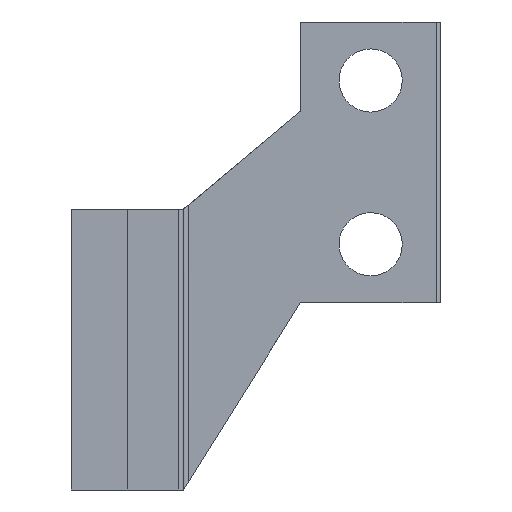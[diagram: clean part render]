
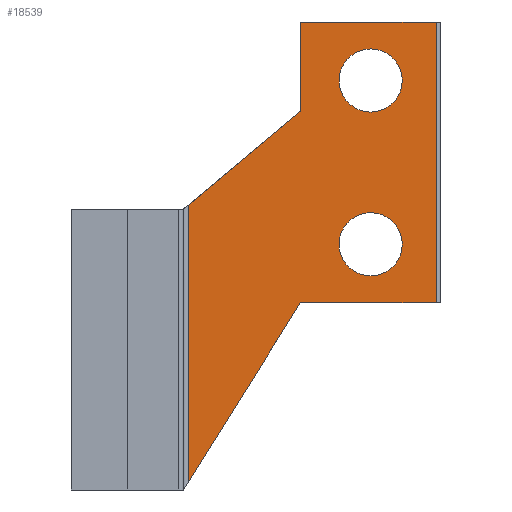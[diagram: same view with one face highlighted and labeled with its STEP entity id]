
A CAD part, left-side view. The second image highlights one B-rep face of the part: STEP entity #18539.
In plain terms, the highlighted planar face has unit normal (-1, 0, 0).
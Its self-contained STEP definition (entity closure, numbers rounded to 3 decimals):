
#17405=AXIS2_PLACEMENT_3D('Circle Axis2P3D',#17403,#17404,$) ;
#17431=AXIS2_PLACEMENT_3D('Circle Axis2P3D',#17429,#17430,$) ;
#17652=AXIS2_PLACEMENT_3D('Circle Axis2P3D',#17650,#17651,$) ;
#17678=AXIS2_PLACEMENT_3D('Circle Axis2P3D',#17676,#17677,$) ;
#18501=AXIS2_PLACEMENT_3D('Plane Axis2P3D',#18498,#18499,#18500) ;
#17398=CARTESIAN_POINT('Vertex',(-243.,-50.764,233.424)) ;
#17403=CARTESIAN_POINT('Axis2P3D Location',(-243.,-54.,227.5)) ;
#17407=CARTESIAN_POINT('Vertex',(-243.,-57.236,221.576)) ;
#17429=CARTESIAN_POINT('Axis2P3D Location',(-243.,-54.,227.5)) ;
#17450=CARTESIAN_POINT('Vertex',(-243.,-39.,255.977)) ;
#17455=CARTESIAN_POINT('Line Origine',(-243.,-39.,265.489)) ;
#17459=CARTESIAN_POINT('Vertex',(-243.,-39.,275.)) ;
#17645=CARTESIAN_POINT('Vertex',(-243.,-57.236,256.576)) ;
#17650=CARTESIAN_POINT('Axis2P3D Location',(-243.,-54.,262.5)) ;
#17654=CARTESIAN_POINT('Vertex',(-243.,-50.764,268.424)) ;
#17676=CARTESIAN_POINT('Axis2P3D Location',(-243.,-54.,262.5)) ;
#17983=CARTESIAN_POINT('Vertex',(-243.,-15.,176.6)) ;
#18011=CARTESIAN_POINT('Vertex',(-243.,-39.,215.)) ;
#18014=CARTESIAN_POINT('Line Origine',(-243.,-27.,195.8)) ;
#18053=CARTESIAN_POINT('Vertex',(-243.,-15.,235.839)) ;
#18056=CARTESIAN_POINT('Line Origine',(-243.,-27.,245.908)) ;
#18085=CARTESIAN_POINT('Line Origine',(-243.,-15.,225.)) ;
#18498=CARTESIAN_POINT('Axis2P3D Location',(-243.,-2.,235.)) ;
#18503=CARTESIAN_POINT('Line Origine',(-243.,-68.,245.)) ;
#18507=CARTESIAN_POINT('Vertex',(-243.,-68.,275.)) ;
#18509=CARTESIAN_POINT('Vertex',(-243.,-68.,215.)) ;
#18512=CARTESIAN_POINT('Line Origine',(-243.,-53.5,275.)) ;
#18517=CARTESIAN_POINT('Line Origine',(-243.,-53.5,215.)) ;
#17404=DIRECTION('Axis2P3D Direction',(-1.,0.,0.)) ;
#17430=DIRECTION('Axis2P3D Direction',(-1.,0.,0.)) ;
#17456=DIRECTION('Vector Direction',(0.,0.,1.)) ;
#17651=DIRECTION('Axis2P3D Direction',(-1.,0.,0.)) ;
#17677=DIRECTION('Axis2P3D Direction',(-1.,0.,0.)) ;
#18015=DIRECTION('Vector Direction',(0.,0.53,-0.848)) ;
#18057=DIRECTION('Vector Direction',(0.,-0.766,0.643)) ;
#18086=DIRECTION('Vector Direction',(0.,0.,1.)) ;
#18499=DIRECTION('Axis2P3D Direction',(1.,0.,0.)) ;
#18500=DIRECTION('Axis2P3D XDirection',(0.,0.,1.)) ;
#18504=DIRECTION('Vector Direction',(0.,0.,-1.)) ;
#18513=DIRECTION('Vector Direction',(0.,-1.,0.)) ;
#18518=DIRECTION('Vector Direction',(0.,1.,0.)) ;
#17457=VECTOR('Line Direction',#17456,1.) ;
#18016=VECTOR('Line Direction',#18015,1.) ;
#18058=VECTOR('Line Direction',#18057,1.) ;
#18087=VECTOR('Line Direction',#18086,1.) ;
#18505=VECTOR('Line Direction',#18504,1.) ;
#18514=VECTOR('Line Direction',#18513,1.) ;
#18519=VECTOR('Line Direction',#18518,1.) ;
#18523=ORIENTED_EDGE('',*,*,#18511,.F.) ;
#18524=ORIENTED_EDGE('',*,*,#18516,.F.) ;
#18525=ORIENTED_EDGE('',*,*,#17461,.F.) ;
#18526=ORIENTED_EDGE('',*,*,#18060,.F.) ;
#18527=ORIENTED_EDGE('',*,*,#18089,.T.) ;
#18528=ORIENTED_EDGE('',*,*,#18018,.F.) ;
#18529=ORIENTED_EDGE('',*,*,#18521,.F.) ;
#18532=ORIENTED_EDGE('',*,*,#17680,.T.) ;
#18533=ORIENTED_EDGE('',*,*,#17656,.T.) ;
#18536=ORIENTED_EDGE('',*,*,#17433,.T.) ;
#18537=ORIENTED_EDGE('',*,*,#17409,.T.) ;
#18534=FACE_BOUND('',#18531,.T.) ;
#18538=FACE_BOUND('',#18535,.T.) ;
#18539=ADVANCED_FACE('RB2893003_1PA_001_01_SPREAD_REAR_TERM_MULTI_N1.5\\PartBody',(#18530,#18534,#18538),#18502,.F.) ;
#17406=CIRCLE('generated circle',#17405,6.75) ;
#17432=CIRCLE('generated circle',#17431,6.75) ;
#17653=CIRCLE('generated circle',#17652,6.75) ;
#17679=CIRCLE('generated circle',#17678,6.75) ;
#17409=EDGE_CURVE('',#17408,#17399,#17406,.F.) ;
#17433=EDGE_CURVE('',#17399,#17408,#17432,.F.) ;
#17461=EDGE_CURVE('',#17451,#17460,#17458,.T.) ;
#17656=EDGE_CURVE('',#17655,#17646,#17653,.F.) ;
#17680=EDGE_CURVE('',#17646,#17655,#17679,.F.) ;
#18018=EDGE_CURVE('',#18012,#17984,#18017,.T.) ;
#18060=EDGE_CURVE('',#18054,#17451,#18059,.T.) ;
#18089=EDGE_CURVE('',#18054,#17984,#18088,.F.) ;
#18511=EDGE_CURVE('',#18508,#18510,#18506,.T.) ;
#18516=EDGE_CURVE('',#17460,#18508,#18515,.T.) ;
#18521=EDGE_CURVE('',#18510,#18012,#18520,.T.) ;
#18522=EDGE_LOOP('',(#18523,#18524,#18525,#18526,#18527,#18528,#18529)) ;
#18531=EDGE_LOOP('',(#18532,#18533)) ;
#18535=EDGE_LOOP('',(#18536,#18537)) ;
#18530=FACE_OUTER_BOUND('',#18522,.T.) ;
#17458=LINE('Line',#17455,#17457) ;
#18017=LINE('Line',#18014,#18016) ;
#18059=LINE('Line',#18056,#18058) ;
#18088=LINE('Line',#18085,#18087) ;
#18506=LINE('Line',#18503,#18505) ;
#18515=LINE('Line',#18512,#18514) ;
#18520=LINE('Line',#18517,#18519) ;
#18502=PLANE('',#18501) ;
#17399=VERTEX_POINT('',#17398) ;
#17408=VERTEX_POINT('',#17407) ;
#17451=VERTEX_POINT('',#17450) ;
#17460=VERTEX_POINT('',#17459) ;
#17646=VERTEX_POINT('',#17645) ;
#17655=VERTEX_POINT('',#17654) ;
#17984=VERTEX_POINT('',#17983) ;
#18012=VERTEX_POINT('',#18011) ;
#18054=VERTEX_POINT('',#18053) ;
#18508=VERTEX_POINT('',#18507) ;
#18510=VERTEX_POINT('',#18509) ;
